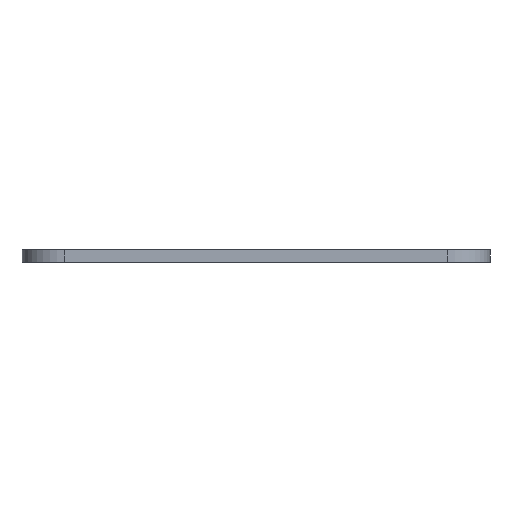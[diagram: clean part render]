
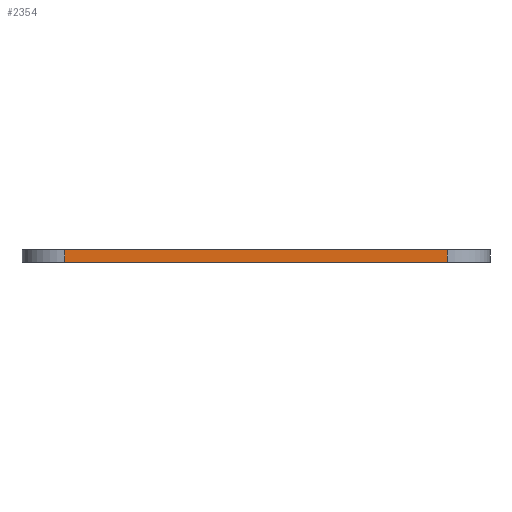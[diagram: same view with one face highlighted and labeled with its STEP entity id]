
A CAD part, front view. The second image highlights one B-rep face of the part: STEP entity #2354.
In plain terms, the highlighted planar face has unit normal (0, -1, 0).
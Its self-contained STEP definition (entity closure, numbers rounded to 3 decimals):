
#44 = PLANE('',#45);
#45 = AXIS2_PLACEMENT_3D('',#46,#47,#48);
#46 = CARTESIAN_POINT('',(275.,291.148,0.));
#47 = DIRECTION('',(0.,0.,1.));
#48 = DIRECTION('',(1.,0.,0.));
#100 = PLANE('',#101);
#101 = AXIS2_PLACEMENT_3D('',#102,#103,#104);
#102 = CARTESIAN_POINT('',(275.,291.148,15.));
#103 = DIRECTION('',(0.,0.,1.));
#104 = DIRECTION('',(1.,0.,0.));
#488 = VERTEX_POINT('',#489);
#489 = CARTESIAN_POINT('',(50.,0.,0.));
#504 = CYLINDRICAL_SURFACE('',#505,50.);
#505 = AXIS2_PLACEMENT_3D('',#506,#507,#508);
#506 = CARTESIAN_POINT('',(50.,50.,0.));
#507 = DIRECTION('',(-0.,-0.,-1.));
#508 = DIRECTION('',(1.,0.,0.));
#516 = EDGE_CURVE('',#488,#517,#519,.T.);
#517 = VERTEX_POINT('',#518);
#518 = CARTESIAN_POINT('',(500.,0.,0.));
#519 = SURFACE_CURVE('',#520,(#524,#531),.PCURVE_S1.);
#520 = LINE('',#521,#522);
#521 = CARTESIAN_POINT('',(50.,0.,0.));
#522 = VECTOR('',#523,1.);
#523 = DIRECTION('',(1.,0.,0.));
#524 = PCURVE('',#44,#525);
#525 = DEFINITIONAL_REPRESENTATION('',(#526),#530);
#526 = LINE('',#527,#528);
#527 = CARTESIAN_POINT('',(-225.,-291.148));
#528 = VECTOR('',#529,1.);
#529 = DIRECTION('',(1.,0.));
#530 = ( GEOMETRIC_REPRESENTATION_CONTEXT(2) 
PARAMETRIC_REPRESENTATION_CONTEXT() REPRESENTATION_CONTEXT('2D SPACE',''
  ) );
#531 = PCURVE('',#532,#537);
#532 = PLANE('',#533);
#533 = AXIS2_PLACEMENT_3D('',#534,#535,#536);
#534 = CARTESIAN_POINT('',(50.,0.,0.));
#535 = DIRECTION('',(0.,1.,0.));
#536 = DIRECTION('',(1.,0.,0.));
#537 = DEFINITIONAL_REPRESENTATION('',(#538),#542);
#538 = LINE('',#539,#540);
#539 = CARTESIAN_POINT('',(0.,0.));
#540 = VECTOR('',#541,1.);
#541 = DIRECTION('',(1.,0.));
#542 = ( GEOMETRIC_REPRESENTATION_CONTEXT(2) 
PARAMETRIC_REPRESENTATION_CONTEXT() REPRESENTATION_CONTEXT('2D SPACE',''
  ) );
#561 = CYLINDRICAL_SURFACE('',#562,50.);
#562 = AXIS2_PLACEMENT_3D('',#563,#564,#565);
#563 = CARTESIAN_POINT('',(500.,50.,0.));
#564 = DIRECTION('',(-0.,-0.,-1.));
#565 = DIRECTION('',(1.,0.,0.));
#1458 = VERTEX_POINT('',#1459);
#1459 = CARTESIAN_POINT('',(50.,0.,15.));
#1481 = EDGE_CURVE('',#1458,#1482,#1484,.T.);
#1482 = VERTEX_POINT('',#1483);
#1483 = CARTESIAN_POINT('',(500.,0.,15.));
#1484 = SURFACE_CURVE('',#1485,(#1489,#1496),.PCURVE_S1.);
#1485 = LINE('',#1486,#1487);
#1486 = CARTESIAN_POINT('',(50.,0.,15.));
#1487 = VECTOR('',#1488,1.);
#1488 = DIRECTION('',(1.,0.,0.));
#1489 = PCURVE('',#100,#1490);
#1490 = DEFINITIONAL_REPRESENTATION('',(#1491),#1495);
#1491 = LINE('',#1492,#1493);
#1492 = CARTESIAN_POINT('',(-225.,-291.148));
#1493 = VECTOR('',#1494,1.);
#1494 = DIRECTION('',(1.,0.));
#1495 = ( GEOMETRIC_REPRESENTATION_CONTEXT(2) 
PARAMETRIC_REPRESENTATION_CONTEXT() REPRESENTATION_CONTEXT('2D SPACE',''
  ) );
#1496 = PCURVE('',#532,#1497);
#1497 = DEFINITIONAL_REPRESENTATION('',(#1498),#1502);
#1498 = LINE('',#1499,#1500);
#1499 = CARTESIAN_POINT('',(0.,-15.));
#1500 = VECTOR('',#1501,1.);
#1501 = DIRECTION('',(1.,0.));
#1502 = ( GEOMETRIC_REPRESENTATION_CONTEXT(2) 
PARAMETRIC_REPRESENTATION_CONTEXT() REPRESENTATION_CONTEXT('2D SPACE',''
  ) );
#2304 = EDGE_CURVE('',#517,#1482,#2305,.T.);
#2305 = SURFACE_CURVE('',#2306,(#2310,#2317),.PCURVE_S1.);
#2306 = LINE('',#2307,#2308);
#2307 = CARTESIAN_POINT('',(500.,0.,0.));
#2308 = VECTOR('',#2309,1.);
#2309 = DIRECTION('',(0.,0.,1.));
#2310 = PCURVE('',#561,#2311);
#2311 = DEFINITIONAL_REPRESENTATION('',(#2312),#2316);
#2312 = LINE('',#2313,#2314);
#2313 = CARTESIAN_POINT('',(-4.712,0.));
#2314 = VECTOR('',#2315,1.);
#2315 = DIRECTION('',(-0.,-1.));
#2316 = ( GEOMETRIC_REPRESENTATION_CONTEXT(2) 
PARAMETRIC_REPRESENTATION_CONTEXT() REPRESENTATION_CONTEXT('2D SPACE',''
  ) );
#2317 = PCURVE('',#532,#2318);
#2318 = DEFINITIONAL_REPRESENTATION('',(#2319),#2323);
#2319 = LINE('',#2320,#2321);
#2320 = CARTESIAN_POINT('',(450.,0.));
#2321 = VECTOR('',#2322,1.);
#2322 = DIRECTION('',(0.,-1.));
#2323 = ( GEOMETRIC_REPRESENTATION_CONTEXT(2) 
PARAMETRIC_REPRESENTATION_CONTEXT() REPRESENTATION_CONTEXT('2D SPACE',''
  ) );
#2354 = ADVANCED_FACE('',(#2355),#532,.F.);
#2355 = FACE_BOUND('',#2356,.F.);
#2356 = EDGE_LOOP('',(#2357,#2378,#2379,#2380));
#2357 = ORIENTED_EDGE('',*,*,#2358,.T.);
#2358 = EDGE_CURVE('',#488,#1458,#2359,.T.);
#2359 = SURFACE_CURVE('',#2360,(#2364,#2371),.PCURVE_S1.);
#2360 = LINE('',#2361,#2362);
#2361 = CARTESIAN_POINT('',(50.,0.,0.));
#2362 = VECTOR('',#2363,1.);
#2363 = DIRECTION('',(0.,0.,1.));
#2364 = PCURVE('',#532,#2365);
#2365 = DEFINITIONAL_REPRESENTATION('',(#2366),#2370);
#2366 = LINE('',#2367,#2368);
#2367 = CARTESIAN_POINT('',(0.,0.));
#2368 = VECTOR('',#2369,1.);
#2369 = DIRECTION('',(0.,-1.));
#2370 = ( GEOMETRIC_REPRESENTATION_CONTEXT(2) 
PARAMETRIC_REPRESENTATION_CONTEXT() REPRESENTATION_CONTEXT('2D SPACE',''
  ) );
#2371 = PCURVE('',#504,#2372);
#2372 = DEFINITIONAL_REPRESENTATION('',(#2373),#2377);
#2373 = LINE('',#2374,#2375);
#2374 = CARTESIAN_POINT('',(-4.712,0.));
#2375 = VECTOR('',#2376,1.);
#2376 = DIRECTION('',(-0.,-1.));
#2377 = ( GEOMETRIC_REPRESENTATION_CONTEXT(2) 
PARAMETRIC_REPRESENTATION_CONTEXT() REPRESENTATION_CONTEXT('2D SPACE',''
  ) );
#2378 = ORIENTED_EDGE('',*,*,#1481,.T.);
#2379 = ORIENTED_EDGE('',*,*,#2304,.F.);
#2380 = ORIENTED_EDGE('',*,*,#516,.F.);
